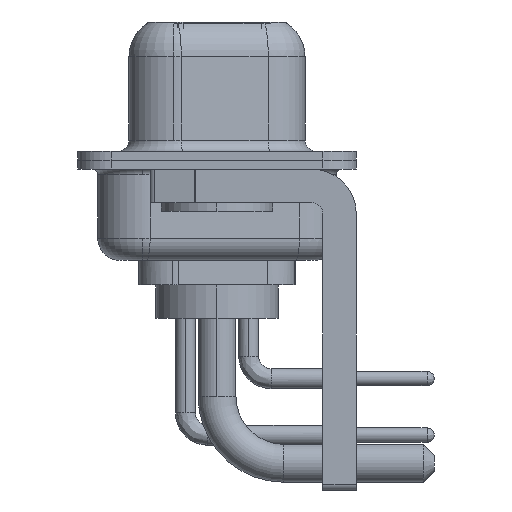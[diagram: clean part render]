
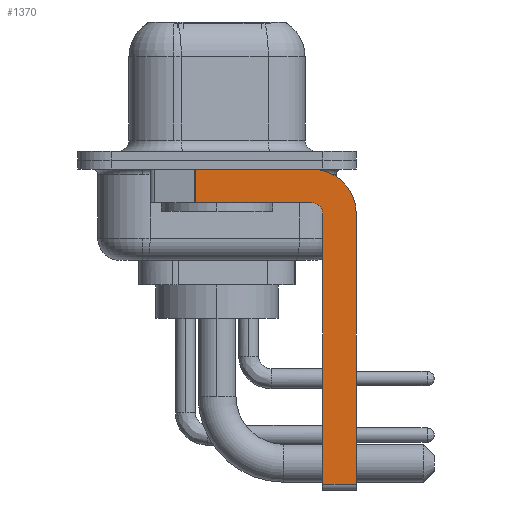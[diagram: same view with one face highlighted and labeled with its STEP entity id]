
A CAD part, left-side view. The second image highlights one B-rep face of the part: STEP entity #1370.
In plain terms, the highlighted planar face has unit normal (-1, 0, 0).
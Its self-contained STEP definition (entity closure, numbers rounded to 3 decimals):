
#133 = CARTESIAN_POINT ( 'NONE',  ( -2.9, 3., -0.4 ) ) ;
#468 = ORIENTED_EDGE ( 'NONE', *, *, #19469, .T. ) ;
#916 = ORIENTED_EDGE ( 'NONE', *, *, #5734, .F. ) ;
#1192 = LINE ( 'NONE', #133, #17620 ) ;
#1370 = ADVANCED_FACE ( 'NONE', ( #11109 ), #1411, .F. ) ;
#1411 = PLANE ( 'NONE',  #12341 ) ;
#1454 = CARTESIAN_POINT ( 'NONE',  ( -2.9, -4.25, -2.4 ) ) ;
#1851 = CARTESIAN_POINT ( 'NONE',  ( -2.9, -6.25, -14.55 ) ) ;
#2004 = VERTEX_POINT ( 'NONE', #1851 ) ;
#2591 = CARTESIAN_POINT ( 'NONE',  ( -2.9, -4.25, -1.9 ) ) ;
#2936 = DIRECTION ( 'NONE',  ( 0., 0., -1. ) ) ;
#3425 = ORIENTED_EDGE ( 'NONE', *, *, #6477, .T. ) ;
#4077 = VERTEX_POINT ( 'NONE', #18420 ) ;
#4646 = VECTOR ( 'NONE', #8968, 1000. ) ;
#4712 = VECTOR ( 'NONE', #2936, 1000. ) ;
#4932 = LINE ( 'NONE', #15757, #5883 ) ;
#5485 = ORIENTED_EDGE ( 'NONE', *, *, #17596, .F. ) ;
#5734 = EDGE_CURVE ( 'NONE', #4077, #22762, #12422, .T. ) ;
#5771 = VERTEX_POINT ( 'NONE', #9083 ) ;
#5883 = VECTOR ( 'NONE', #6434, 1000. ) ;
#5998 = CIRCLE ( 'NONE', #12633, 2. ) ;
#6434 = DIRECTION ( 'NONE',  ( 0., 0., -1. ) ) ;
#6477 = EDGE_CURVE ( 'NONE', #16749, #11272, #15464, .T. ) ;
#6495 = CARTESIAN_POINT ( 'NONE',  ( -2.9, 0.978, -1.9 ) ) ;
#6770 = ORIENTED_EDGE ( 'NONE', *, *, #9044, .F. ) ;
#6925 = CARTESIAN_POINT ( 'NONE',  ( -2.9, 0.978, -1.9 ) ) ;
#7331 = VERTEX_POINT ( 'NONE', #7859 ) ;
#7859 = CARTESIAN_POINT ( 'NONE',  ( -2.9, -6.25, -2.4 ) ) ;
#7996 = LINE ( 'NONE', #2591, #19843 ) ;
#8062 = EDGE_CURVE ( 'NONE', #7331, #2004, #4932, .T. ) ;
#8968 = DIRECTION ( 'NONE',  ( 0., 0., 1. ) ) ;
#9044 = EDGE_CURVE ( 'NONE', #22762, #16759, #21404, .T. ) ;
#9083 = CARTESIAN_POINT ( 'NONE',  ( -2.9, -4.25, -0.4 ) ) ;
#9469 = DIRECTION ( 'NONE',  ( 0., -1., 0. ) ) ;
#10268 = EDGE_CURVE ( 'NONE', #5771, #7331, #5998, .T. ) ;
#10780 = DIRECTION ( 'NONE',  ( 0., 0., 1. ) ) ;
#10907 = CARTESIAN_POINT ( 'NONE',  ( -2.9, -4.25, -2.4 ) ) ;
#11025 = CARTESIAN_POINT ( 'NONE',  ( -2.9, 0.978, -0.4 ) ) ;
#11109 = FACE_OUTER_BOUND ( 'NONE', #15289, .T. ) ;
#11272 = VERTEX_POINT ( 'NONE', #6925 ) ;
#12161 = DIRECTION ( 'NONE',  ( 0., 0., -1. ) ) ;
#12341 = AXIS2_PLACEMENT_3D ( 'NONE', #15449, #20538, #13610 ) ;
#12422 = LINE ( 'NONE', #21301, #4646 ) ;
#12527 = CARTESIAN_POINT ( 'NONE',  ( -2.9, -4.25, -1.9 ) ) ;
#12633 = AXIS2_PLACEMENT_3D ( 'NONE', #1454, #22675, #12161 ) ;
#12953 = DIRECTION ( 'NONE',  ( 0., 1., 0. ) ) ;
#13034 = CARTESIAN_POINT ( 'NONE',  ( -2.9, -4.25, -14.55 ) ) ;
#13610 = DIRECTION ( 'NONE',  ( 0., 0., -1. ) ) ;
#14121 = DIRECTION ( 'NONE',  ( -1., 0., 0. ) ) ;
#15242 = DIRECTION ( 'NONE',  ( 0., -1., 0. ) ) ;
#15289 = EDGE_LOOP ( 'NONE', ( #5485, #3425, #19473, #6770, #916, #468, #17745, #20491 ) ) ;
#15449 = CARTESIAN_POINT ( 'NONE',  ( -2.9, -4.25, -2.4 ) ) ;
#15464 = LINE ( 'NONE', #6495, #4712 ) ;
#15757 = CARTESIAN_POINT ( 'NONE',  ( -2.9, -6.25, -2.4 ) ) ;
#16083 = CARTESIAN_POINT ( 'NONE',  ( -2.9, -4.75, -2.4 ) ) ;
#16617 = AXIS2_PLACEMENT_3D ( 'NONE', #10907, #14121, #10780 ) ;
#16749 = VERTEX_POINT ( 'NONE', #11025 ) ;
#16759 = VERTEX_POINT ( 'NONE', #12527 ) ;
#17322 = EDGE_CURVE ( 'NONE', #16759, #11272, #7996, .T. ) ;
#17596 = EDGE_CURVE ( 'NONE', #16749, #5771, #1192, .T. ) ;
#17620 = VECTOR ( 'NONE', #15242, 1000. ) ;
#17745 = ORIENTED_EDGE ( 'NONE', *, *, #8062, .F. ) ;
#18420 = CARTESIAN_POINT ( 'NONE',  ( -2.9, -4.75, -14.55 ) ) ;
#19469 = EDGE_CURVE ( 'NONE', #4077, #2004, #22038, .T. ) ;
#19473 = ORIENTED_EDGE ( 'NONE', *, *, #17322, .F. ) ;
#19544 = VECTOR ( 'NONE', #9469, 1000. ) ;
#19843 = VECTOR ( 'NONE', #12953, 1000. ) ;
#20491 = ORIENTED_EDGE ( 'NONE', *, *, #10268, .F. ) ;
#20538 = DIRECTION ( 'NONE',  ( 1., 0., 0. ) ) ;
#21301 = CARTESIAN_POINT ( 'NONE',  ( -2.9, -4.75, -14.8 ) ) ;
#21404 = CIRCLE ( 'NONE', #16617, 0.5 ) ;
#22038 = LINE ( 'NONE', #13034, #19544 ) ;
#22675 = DIRECTION ( 'NONE',  ( 1., 0., 0. ) ) ;
#22762 = VERTEX_POINT ( 'NONE', #16083 ) ;
